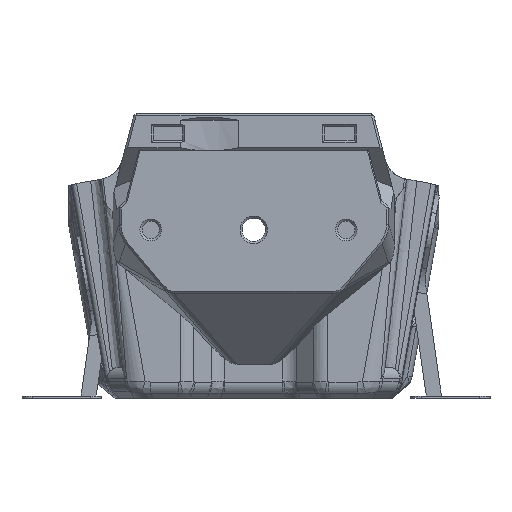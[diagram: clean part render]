
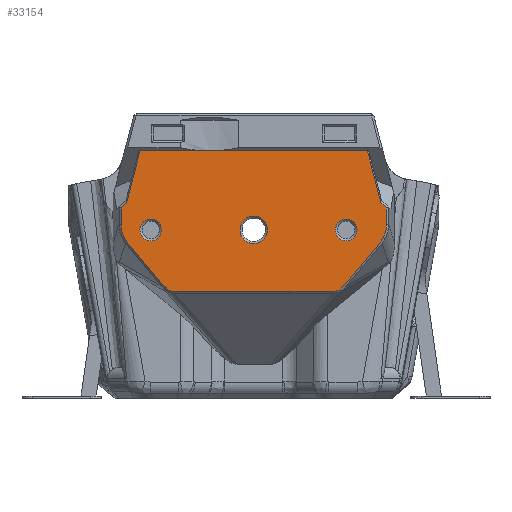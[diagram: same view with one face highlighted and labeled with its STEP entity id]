
A CAD part, front view. The second image highlights one B-rep face of the part: STEP entity #33154.
In plain terms, the highlighted planar face has unit normal (0, -1, 0).
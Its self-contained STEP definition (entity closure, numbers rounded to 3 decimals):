
#357=CIRCLE('',#35477,2.05);
#358=CIRCLE('',#35478,2.6);
#359=CIRCLE('',#35479,2.05);
#1899=B_SPLINE_CURVE_WITH_KNOTS('',3,(#51760,#51761,#51762,#51763),
 .UNSPECIFIED.,.F.,.F.,(4,4),(0.,0.004),.UNSPECIFIED.);
#1900=B_SPLINE_CURVE_WITH_KNOTS('',3,(#51767,#51768,#51769,#51770),
 .UNSPECIFIED.,.F.,.F.,(4,4),(0.,0.002),.UNSPECIFIED.);
#1901=B_SPLINE_CURVE_WITH_KNOTS('',3,(#51772,#51773,#51774,#51775),
 .UNSPECIFIED.,.F.,.F.,(4,4),(0.,0.001),.UNSPECIFIED.);
#1902=B_SPLINE_CURVE_WITH_KNOTS('',3,(#51779,#51780,#51781,#51782),
 .UNSPECIFIED.,.F.,.F.,(4,4),(0.,0.001),.UNSPECIFIED.);
#1903=B_SPLINE_CURVE_WITH_KNOTS('',3,(#51784,#51785,#51786,#51787),
 .UNSPECIFIED.,.F.,.F.,(4,4),(0.,0.002),
 .UNSPECIFIED.);
#1904=B_SPLINE_CURVE_WITH_KNOTS('',3,(#51791,#51792,#51793,#51794),
 .UNSPECIFIED.,.F.,.F.,(4,4),(0.017,0.02),
 .UNSPECIFIED.);
#5279=ORIENTED_EDGE('',*,*,#14483,.T.);
#5280=ORIENTED_EDGE('',*,*,#14484,.T.);
#5281=ORIENTED_EDGE('',*,*,#14485,.T.);
#5282=ORIENTED_EDGE('',*,*,#14433,.T.);
#5283=ORIENTED_EDGE('',*,*,#14410,.T.);
#5284=ORIENTED_EDGE('',*,*,#14486,.F.);
#5285=ORIENTED_EDGE('',*,*,#14487,.F.);
#5286=ORIENTED_EDGE('',*,*,#14488,.T.);
#5287=ORIENTED_EDGE('',*,*,#14489,.F.);
#5288=ORIENTED_EDGE('',*,*,#14490,.F.);
#5289=ORIENTED_EDGE('',*,*,#14491,.F.);
#5290=ORIENTED_EDGE('',*,*,#14492,.F.);
#5291=ORIENTED_EDGE('',*,*,#14493,.F.);
#5292=ORIENTED_EDGE('',*,*,#14494,.T.);
#5293=ORIENTED_EDGE('',*,*,#14495,.T.);
#5294=ORIENTED_EDGE('',*,*,#14496,.T.);
#5295=ORIENTED_EDGE('',*,*,#14497,.T.);
#5296=ORIENTED_EDGE('',*,*,#14498,.F.);
#5297=ORIENTED_EDGE('',*,*,#14499,.T.);
#5298=ORIENTED_EDGE('',*,*,#14500,.T.);
#14410=EDGE_CURVE('',#19163,#19162,#22325,.T.);
#14433=EDGE_CURVE('',#19184,#19163,#22344,.T.);
#14483=EDGE_CURVE('',#19230,#19230,#357,.T.);
#14484=EDGE_CURVE('',#19231,#19231,#358,.F.);
#14485=EDGE_CURVE('',#19232,#19184,#22383,.T.);
#14486=EDGE_CURVE('',#19233,#19162,#22384,.T.);
#14487=EDGE_CURVE('',#19234,#19233,#22385,.T.);
#14488=EDGE_CURVE('',#19234,#19235,#22386,.F.);
#14489=EDGE_CURVE('',#19236,#19235,#1899,.T.);
#14490=EDGE_CURVE('',#19237,#19236,#22387,.T.);
#14491=EDGE_CURVE('',#19238,#19237,#1900,.T.);
#14492=EDGE_CURVE('',#19239,#19238,#1901,.T.);
#14493=EDGE_CURVE('',#19240,#19239,#22388,.T.);
#14494=EDGE_CURVE('',#19240,#19241,#1902,.T.);
#14495=EDGE_CURVE('',#19241,#19242,#1903,.T.);
#14496=EDGE_CURVE('',#19242,#19243,#22389,.T.);
#14497=EDGE_CURVE('',#19243,#19244,#1904,.T.);
#14498=EDGE_CURVE('',#19245,#19244,#22390,.F.);
#14499=EDGE_CURVE('',#19245,#19232,#22391,.T.);
#14500=EDGE_CURVE('',#19246,#19246,#359,.T.);
#19162=VERTEX_POINT('',#51577);
#19163=VERTEX_POINT('',#51579);
#19184=VERTEX_POINT('',#51626);
#19230=VERTEX_POINT('',#51749);
#19231=VERTEX_POINT('',#51751);
#19232=VERTEX_POINT('',#51753);
#19233=VERTEX_POINT('',#51755);
#19234=VERTEX_POINT('',#51757);
#19235=VERTEX_POINT('',#51759);
#19236=VERTEX_POINT('',#51764);
#19237=VERTEX_POINT('',#51766);
#19238=VERTEX_POINT('',#51771);
#19239=VERTEX_POINT('',#51776);
#19240=VERTEX_POINT('',#51778);
#19241=VERTEX_POINT('',#51783);
#19242=VERTEX_POINT('',#51788);
#19243=VERTEX_POINT('',#51790);
#19244=VERTEX_POINT('',#51795);
#19245=VERTEX_POINT('',#51797);
#19246=VERTEX_POINT('',#51800);
#22325=LINE('',#51578,#25301);
#22344=LINE('',#51625,#25320);
#22383=LINE('',#51752,#25359);
#22384=LINE('',#51754,#25360);
#22385=LINE('',#51756,#25361);
#22386=LINE('',#51758,#25362);
#22387=LINE('',#51765,#25363);
#22388=LINE('',#51777,#25364);
#22389=LINE('',#51789,#25365);
#22390=LINE('',#51796,#25366);
#22391=LINE('',#51798,#25367);
#25301=VECTOR('',#39697,1000.);
#25320=VECTOR('',#39730,1000.);
#25359=VECTOR('',#39795,1000.);
#25360=VECTOR('',#39796,1000.);
#25361=VECTOR('',#39797,1000.);
#25362=VECTOR('',#39798,1000.);
#25363=VECTOR('',#39799,1000.);
#25364=VECTOR('',#39800,1000.);
#25365=VECTOR('',#39801,1000.);
#25366=VECTOR('',#39802,1000.);
#25367=VECTOR('',#39803,1000.);
#28014=EDGE_LOOP('',(#5279));
#28015=EDGE_LOOP('',(#5280));
#28016=EDGE_LOOP('',(#5281,#5282,#5283,#5284,#5285,#5286,#5287,#5288,#5289,
#5290,#5291,#5292,#5293,#5294,#5295,#5296,#5297));
#28017=EDGE_LOOP('',(#5298));
#30075=FACE_BOUND('',#28014,.T.);
#30076=FACE_BOUND('',#28015,.T.);
#30077=FACE_BOUND('',#28016,.T.);
#30078=FACE_BOUND('',#28017,.T.);
#31963=PLANE('',#35476);
#33154=ADVANCED_FACE('',(#30075,#30076,#30077,#30078),#31963,.T.);
#35476=AXIS2_PLACEMENT_3D('',#51747,#39789,#39790);
#35477=AXIS2_PLACEMENT_3D('',#51748,#39791,#39792);
#35478=AXIS2_PLACEMENT_3D('',#51750,#39793,#39794);
#35479=AXIS2_PLACEMENT_3D('',#51799,#39804,#39805);
#39697=DIRECTION('',(-1.,0.,0.));
#39730=DIRECTION('',(-1.,0.,0.));
#39789=DIRECTION('',(0.,-1.,0.));
#39790=DIRECTION('',(1.,0.,0.));
#39791=DIRECTION('',(0.,1.,0.));
#39792=DIRECTION('',(0.,0.,1.));
#39793=DIRECTION('',(0.,-1.,0.));
#39794=DIRECTION('',(0.,0.,-1.));
#39795=DIRECTION('',(-0.25,0.,0.968));
#39796=DIRECTION('',(0.25,0.,0.968));
#39797=DIRECTION('',(0.714,0.,0.7));
#39798=DIRECTION('',(0.,0.,1.));
#39799=DIRECTION('',(-0.643,0.,0.766));
#39800=DIRECTION('',(-1.,0.,0.));
#39801=DIRECTION('',(0.643,0.,0.766));
#39802=DIRECTION('',(0.,0.,1.));
#39803=DIRECTION('',(-0.714,0.,0.7));
#39804=DIRECTION('',(0.,1.,0.));
#39805=DIRECTION('',(0.,0.,1.));
#51577=CARTESIAN_POINT('',(-21.524,-30.914,46.796));
#51578=CARTESIAN_POINT('',(21.765,-30.914,46.796));
#51579=CARTESIAN_POINT('',(-8.4,-30.914,46.796));
#51625=CARTESIAN_POINT('',(21.765,-30.914,46.796));
#51626=CARTESIAN_POINT('',(21.524,-30.914,46.796));
#51747=CARTESIAN_POINT('',(0.,-30.914,33.146));
#51748=CARTESIAN_POINT('',(17.499,-30.914,31.853));
#51749=CARTESIAN_POINT('',(17.499,-30.914,33.903));
#51750=CARTESIAN_POINT('',(0.,-30.914,31.85));
#51751=CARTESIAN_POINT('',(0.,-30.914,29.25));
#51752=CARTESIAN_POINT('',(23.483,-30.914,39.22));
#51753=CARTESIAN_POINT('',(24.05,-30.914,37.028));
#51754=CARTESIAN_POINT('',(-23.525,-30.914,39.06));
#51755=CARTESIAN_POINT('',(-24.05,-30.914,37.028));
#51756=CARTESIAN_POINT('',(-13.808,-30.914,47.065));
#51757=CARTESIAN_POINT('',(-25.107,-30.914,35.993));
#51758=CARTESIAN_POINT('',(-25.107,-30.914,32.976));
#51759=CARTESIAN_POINT('',(-25.107,-30.914,32.789));
#51760=CARTESIAN_POINT('',(-23.973,-30.914,29.532));
#51761=CARTESIAN_POINT('',(-24.732,-30.914,30.438));
#51762=CARTESIAN_POINT('',(-25.107,-30.914,31.609));
#51763=CARTESIAN_POINT('',(-25.107,-30.914,32.789));
#51764=CARTESIAN_POINT('',(-23.973,-30.914,29.532));
#51765=CARTESIAN_POINT('',(-15.763,-30.914,19.748));
#51766=CARTESIAN_POINT('',(-17.431,-30.914,21.735));
#51767=CARTESIAN_POINT('',(-16.377,-30.914,20.624));
#51768=CARTESIAN_POINT('',(-16.749,-30.914,20.974));
#51769=CARTESIAN_POINT('',(-17.102,-30.914,21.344));
#51770=CARTESIAN_POINT('',(-17.431,-30.914,21.735));
#51771=CARTESIAN_POINT('',(-16.377,-30.914,20.624));
#51772=CARTESIAN_POINT('',(-15.042,-30.914,20.209));
#51773=CARTESIAN_POINT('',(-15.517,-30.914,20.209));
#51774=CARTESIAN_POINT('',(-15.969,-30.914,20.384));
#51775=CARTESIAN_POINT('',(-16.377,-30.914,20.624));
#51776=CARTESIAN_POINT('',(-15.042,-30.914,20.209));
#51777=CARTESIAN_POINT('',(0.,-30.914,20.209));
#51778=CARTESIAN_POINT('',(15.042,-30.914,20.209));
#51779=CARTESIAN_POINT('',(15.042,-30.914,20.209));
#51780=CARTESIAN_POINT('',(15.517,-30.914,20.209));
#51781=CARTESIAN_POINT('',(15.969,-30.914,20.384));
#51782=CARTESIAN_POINT('',(16.377,-30.914,20.624));
#51783=CARTESIAN_POINT('',(16.377,-30.914,20.624));
#51784=CARTESIAN_POINT('',(16.377,-30.914,20.624));
#51785=CARTESIAN_POINT('',(16.749,-30.914,20.974));
#51786=CARTESIAN_POINT('',(17.102,-30.914,21.344));
#51787=CARTESIAN_POINT('',(17.431,-30.914,21.735));
#51788=CARTESIAN_POINT('',(17.431,-30.914,21.735));
#51789=CARTESIAN_POINT('',(15.763,-30.914,19.748));
#51790=CARTESIAN_POINT('',(23.973,-30.914,29.532));
#51791=CARTESIAN_POINT('',(23.973,-30.914,29.532));
#51792=CARTESIAN_POINT('',(24.733,-30.914,30.439));
#51793=CARTESIAN_POINT('',(25.107,-30.914,31.616));
#51794=CARTESIAN_POINT('',(25.107,-30.914,32.789));
#51795=CARTESIAN_POINT('',(25.107,-30.914,32.789));
#51796=CARTESIAN_POINT('',(25.107,-30.914,32.976));
#51797=CARTESIAN_POINT('',(25.107,-30.914,35.993));
#51798=CARTESIAN_POINT('',(13.808,-30.914,47.065));
#51799=CARTESIAN_POINT('',(-19.501,-30.914,31.853));
#51800=CARTESIAN_POINT('',(-19.501,-30.914,33.903));
